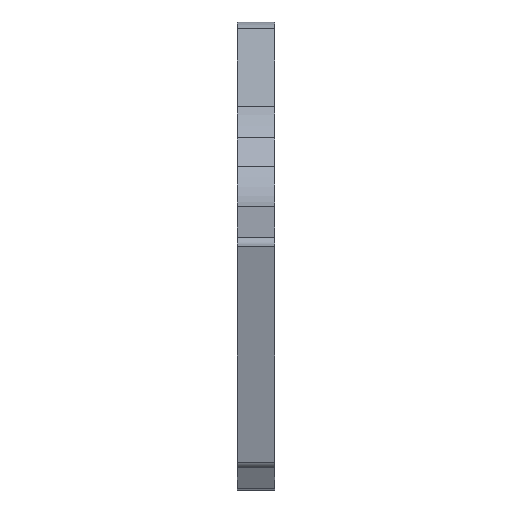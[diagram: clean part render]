
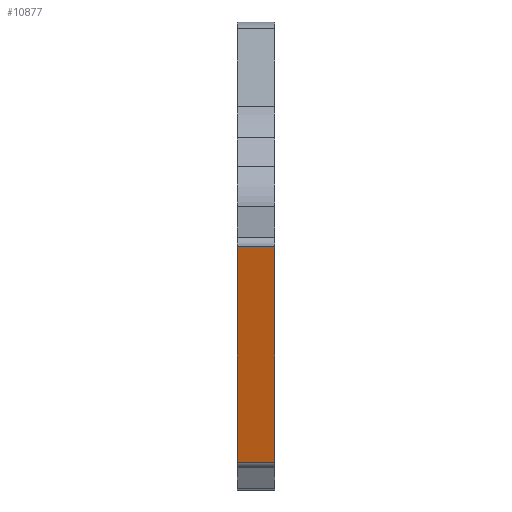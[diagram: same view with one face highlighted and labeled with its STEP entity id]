
A CAD part, left-side view. The second image highlights one B-rep face of the part: STEP entity #10877.
In plain terms, the highlighted planar face has unit normal (-0.966, 0, -0.259).
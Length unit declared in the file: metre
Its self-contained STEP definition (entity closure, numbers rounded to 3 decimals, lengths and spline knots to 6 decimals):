
#1885=ORIENTED_EDGE('',*,*,#5125,.F.);
#1886=ORIENTED_EDGE('',*,*,#5155,.T.);
#1887=ORIENTED_EDGE('',*,*,#5029,.T.);
#1888=ORIENTED_EDGE('',*,*,#5156,.T.);
#5029=EDGE_CURVE('',#6694,#6693,#7408,.T.);
#5125=EDGE_CURVE('',#6781,#6782,#7468,.T.);
#5155=EDGE_CURVE('',#6781,#6694,#7494,.F.);
#5156=EDGE_CURVE('',#6693,#6782,#7495,.T.);
#6693=VERTEX_POINT('',#17066);
#6694=VERTEX_POINT('',#17068);
#6781=VERTEX_POINT('',#17256);
#6782=VERTEX_POINT('',#17258);
#7408=LINE('',#17067,#8491);
#7468=LINE('',#17257,#8551);
#7494=LINE('',#17313,#8577);
#7495=LINE('',#17314,#8578);
#8491=VECTOR('',#13517,1.);
#8551=VECTOR('',#13661,1.);
#8577=VECTOR('',#13731,1.);
#8578=VECTOR('',#13732,1.);
#9270=EDGE_LOOP('',(#1885,#1886,#1887,#1888));
#9965=FACE_BOUND('',#9270,.T.);
#10580=PLANE('',#11874);
#10877=ADVANCED_FACE('',(#9965),#10580,.T.);
#11874=AXIS2_PLACEMENT_3D('',#17312,#13729,#13730);
#13517=DIRECTION('',(-0.259,0.,0.966));
#13661=DIRECTION('',(-0.259,0.,0.966));
#13729=DIRECTION('',(-0.966,0.,-0.259));
#13730=DIRECTION('',(-0.259,0.,0.966));
#13731=DIRECTION('',(0.,1.,0.));
#13732=DIRECTION('',(0.,1.,0.));
#17066=CARTESIAN_POINT('',(-0.08301,-0.0127,0.002242));
#17067=CARTESIAN_POINT('',(-0.073248,-0.0127,-0.03419));
#17068=CARTESIAN_POINT('',(-0.063213,-0.0127,-0.071638));
#17256=CARTESIAN_POINT('',(-0.063213,0.,-0.071638));
#17257=CARTESIAN_POINT('',(-0.073248,0.,-0.03419));
#17258=CARTESIAN_POINT('',(-0.08301,0.,0.002242));
#17312=CARTESIAN_POINT('',(-0.073248,-0.0127,-0.03419));
#17313=CARTESIAN_POINT('',(-0.063213,-0.0127,-0.071638));
#17314=CARTESIAN_POINT('',(-0.08301,-0.0127,0.002242));
